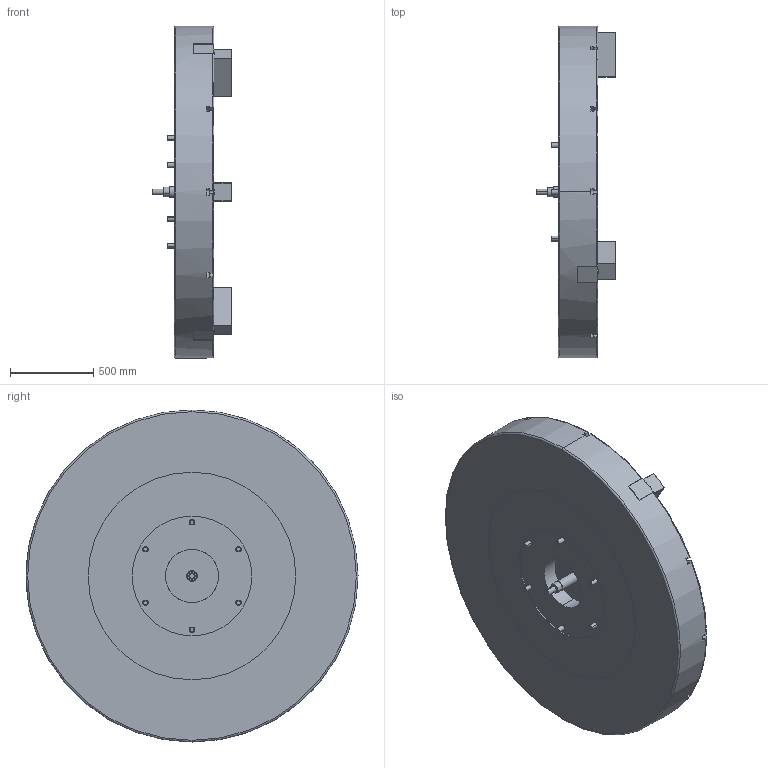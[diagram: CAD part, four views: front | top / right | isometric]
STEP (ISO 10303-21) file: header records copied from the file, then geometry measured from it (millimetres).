
FILE_DESCRIPTION (( 'STEP AP203' ), '1' );
FILE_NAME ('CF-3V-79.STEP', '2022-04-25T07:07:39', ( '' ), ( '' ), 'SwSTEP 2.0', 'SolidWorks 2016', '' );
FILE_SCHEMA (( 'CONFIG_CONTROL_DESIGN' ));
Length unit declared in the file: millimetre
Products named in the file (12): CF-3V-63-10000; 圓頭內六角螺栓_M24x60; 圓頭內六角螺栓_M16x35; CF-3V-63-18000-1; CF-3V-79-04010; CF-3V-79-01000; 圓頭內六角螺栓_M36x275; CF-3V-79-02000; 圓頭內六角螺栓_M30x200; CF-3V-63-17000; CF-3V-79; CF-3V-63-11000
Assembly tree (35 placements, depth 2):
  CF-3V-79
    CF-3V-79-01000
    CF-3V-79-02000  x3
    CF-3V-63-17000  x3
    CF-3V-63-11000  x3
    CF-3V-63-10000
    圓頭內六角螺栓_M24x60  x9
    圓頭內六角螺栓_M16x35  x6
    CF-3V-63-18000-1
    CF-3V-79-04010
    圓頭內六角螺栓_M36x275
    圓頭內六角螺栓_M30x200  x6
Bounding box: 477.5 x 2000 x 2000 mm (x, y, z)
Volume: 736070448.3 mm3; surface area: 12172331.8 mm2
Topology: 35 solids, 35 shells, 1873 faces, 4786 edges, 2995 vertices
Faces by surface type: plane 1144, cylinder 446, cone 269, torus 14
Entity records: 24878 total; most frequent: CARTESIAN_POINT 4499, DIRECTION 3987, ORIENTED_EDGE 3752, EDGE_CURVE 1876, AXIS2_PLACEMENT_3D 1384, VECTOR 1219, LINE 1219, VERTEX_POINT 1217
